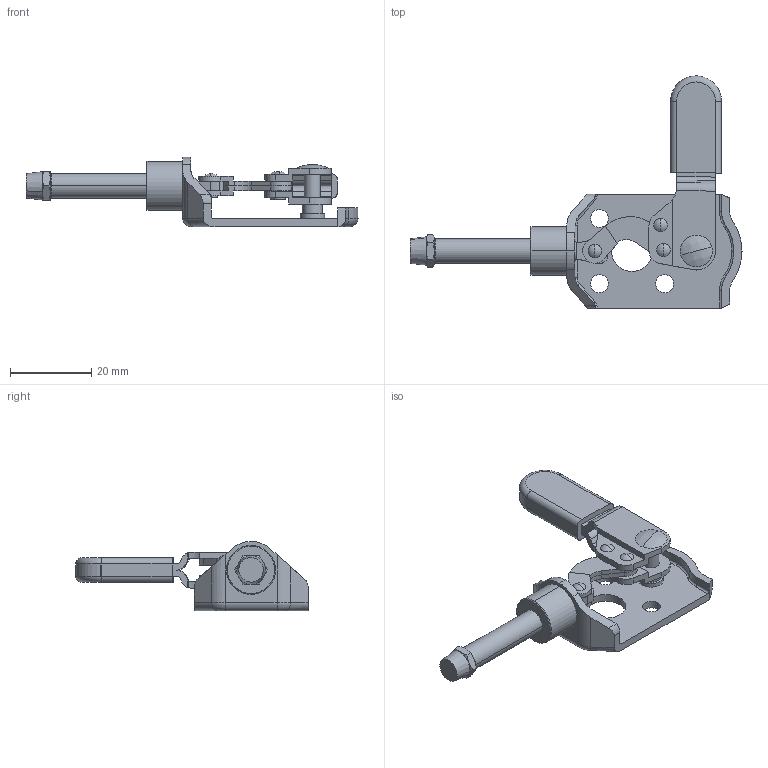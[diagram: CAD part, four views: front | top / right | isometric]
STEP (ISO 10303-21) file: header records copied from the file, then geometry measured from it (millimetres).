
FILE_DESCRIPTION (( 'STEP AP214' ), '1' );
FILE_NAME ('GH-301-CMR(Â²¤Æ).STEP', '2020-06-11T03:13:08', ( 'LinWei' ), ( '' ), 'SwSTEP 2.0', 'SolidWorks 2016', '' );
FILE_SCHEMA (( 'AUTOMOTIVE_DESIGN' ));
Length unit declared in the file: millimetre
Products named in the file (6): Group2^GH-301-CMR(簡化); Group1^GH-301-CMR(簡化); GH-301-CMR(簡化); 13605133-1^GH-301-CMR(簡化); Group5^GH-301-CMR(簡化); Group3^GH-301-CMR(簡化)
Assembly tree (5 placements, depth 2):
  GH-301-CMR(簡化)
    Group1^GH-301-CMR(簡化)
    Group2^GH-301-CMR(簡化)
    Group3^GH-301-CMR(簡化)
    Group5^GH-301-CMR(簡化)
    13605133-1^GH-301-CMR(簡化)
Bounding box: 81.5 x 57 x 17 mm (x, y, z)
Volume: 7966.3 mm3; surface area: 8345.6 mm2
Topology: 7 solids, 7 shells, 268 faces, 665 edges, 427 vertices
Faces by surface type: cylinder 122, plane 104, torus 20, cone 14, sphere 8
Entity records: 8798 total; most frequent: CARTESIAN_POINT 1604, DIRECTION 1424, ORIENTED_EDGE 1326, EDGE_CURVE 663, AXIS2_PLACEMENT_3D 543, VERTEX_POINT 427, VECTOR 338, LINE 338
